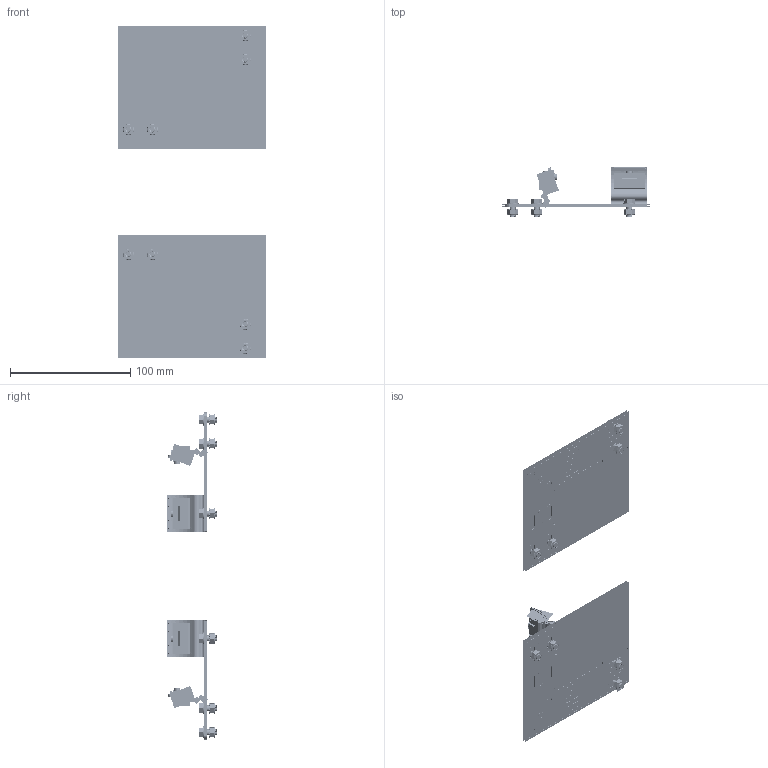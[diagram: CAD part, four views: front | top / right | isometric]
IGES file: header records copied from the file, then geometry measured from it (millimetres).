
Start section:  PTC IGES file: 147230.igs
Global section: file name: 147230.igs; native system: Creo Parametric by PTC Inc.; preprocessor: 2018300; author: pdmadmin; organization: Unknown; date: 20190404.103822; units: millimetre
Bounding box: 122.51 x 41.55 x 276.55 mm (x, y, z)
Volume: 42010.6 mm3; surface area: 1209839 mm2
Topology: 53 solids, 73 shells, 6018 faces, 34791 edges, 46537 vertices
Faces by surface type: revolution 3034, bspline 2984
